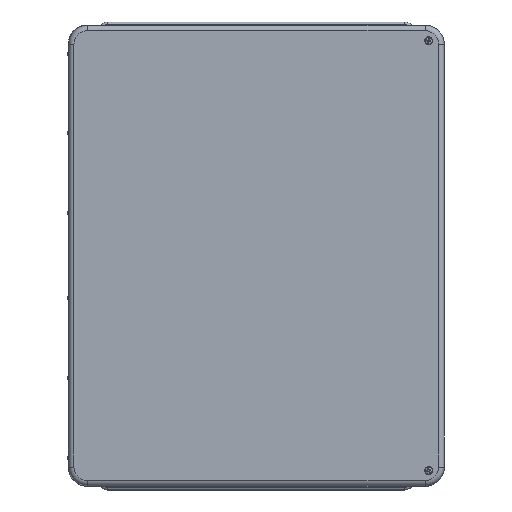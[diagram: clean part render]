
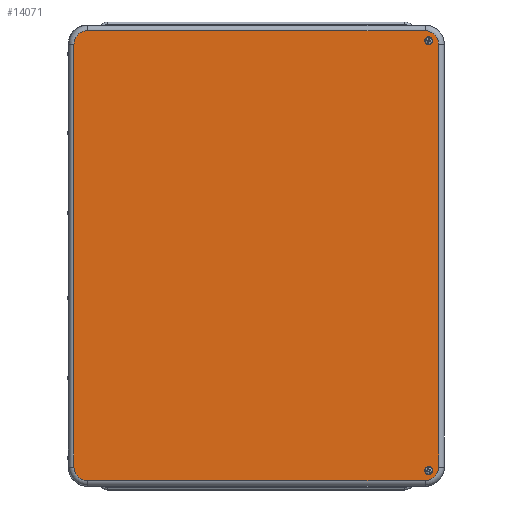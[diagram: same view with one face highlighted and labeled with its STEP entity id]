
A CAD part, top view. The second image highlights one B-rep face of the part: STEP entity #14071.
In plain terms, the highlighted planar face has unit normal (0, 0, 1).
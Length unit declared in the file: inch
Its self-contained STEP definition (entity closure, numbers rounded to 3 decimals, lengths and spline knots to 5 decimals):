
#1209=LINE($,#24626,#2251);
#1211=LINE($,#24646,#2253);
#1214=LINE($,#24653,#2256);
#1216=LINE($,#24668,#2258);
#2251=VECTOR($,#19440,15.87027);
#2253=VECTOR($,#19464,19.87027);
#2256=VECTOR($,#19471,19.87027);
#2258=VECTOR($,#19491,15.87027);
#2651=PLANE($,#15560);
#3097=FACE_BOUND($,#5356,.T.);
#3098=FACE_BOUND($,#5357,.T.);
#4178=FACE_OUTER_BOUND($,#5355,.T.);
#5355=EDGE_LOOP($,(#12820,#12821,#12822,#12823,#12824,#12825,#12826,#12827));
#5356=EDGE_LOOP($,(#12828));
#5357=EDGE_LOOP($,(#12829));
#6153=CIRCLE($,#15477,0.117);
#6155=CIRCLE($,#15480,0.117);
#6177=CIRCLE($,#15535,0.63646);
#6181=CIRCLE($,#15540,0.63646);
#6185=CIRCLE($,#15547,0.63646);
#6189=CIRCLE($,#15552,0.63646);
#7453=VERTEX_POINT($,#24517);
#7455=VERTEX_POINT($,#24522);
#7490=VERTEX_POINT($,#24623);
#7491=VERTEX_POINT($,#24625);
#7494=VERTEX_POINT($,#24632);
#7495=VERTEX_POINT($,#24637);
#7498=VERTEX_POINT($,#24644);
#7499=VERTEX_POINT($,#24649);
#7502=VERTEX_POINT($,#24656);
#7503=VERTEX_POINT($,#24661);
#9253=EDGE_CURVE($,#7453,#7453,#6153,.T.);
#9255=EDGE_CURVE($,#7455,#7455,#6155,.T.);
#9302=EDGE_CURVE($,#7490,#7491,#1209,.T.);
#9306=EDGE_CURVE($,#7494,#7490,#6177,.T.);
#9310=EDGE_CURVE($,#7491,#7495,#6181,.T.);
#9312=EDGE_CURVE($,#7498,#7494,#1211,.T.);
#9316=EDGE_CURVE($,#7495,#7499,#1214,.T.);
#9318=EDGE_CURVE($,#7502,#7498,#6185,.T.);
#9322=EDGE_CURVE($,#7499,#7503,#6189,.T.);
#9324=EDGE_CURVE($,#7503,#7502,#1216,.T.);
#12820=ORIENTED_EDGE($,*,*,#9302,.F.);
#12821=ORIENTED_EDGE($,*,*,#9306,.F.);
#12822=ORIENTED_EDGE($,*,*,#9312,.F.);
#12823=ORIENTED_EDGE($,*,*,#9318,.F.);
#12824=ORIENTED_EDGE($,*,*,#9324,.F.);
#12825=ORIENTED_EDGE($,*,*,#9322,.F.);
#12826=ORIENTED_EDGE($,*,*,#9316,.F.);
#12827=ORIENTED_EDGE($,*,*,#9310,.F.);
#12828=ORIENTED_EDGE($,*,*,#9253,.T.);
#12829=ORIENTED_EDGE($,*,*,#9255,.T.);
#14071=ADVANCED_FACE($,(#4178,#3097,#3098),#2651,.T.);
#15477=AXIS2_PLACEMENT_3D($,#24518,#19315,#19316);
#15480=AXIS2_PLACEMENT_3D($,#24523,#19321,#19322);
#15535=AXIS2_PLACEMENT_3D($,#24634,#19448,#19449);
#15540=AXIS2_PLACEMENT_3D($,#24641,#19458,#19459);
#15547=AXIS2_PLACEMENT_3D($,#24658,#19476,#19477);
#15552=AXIS2_PLACEMENT_3D($,#24665,#19486,#19487);
#15560=AXIS2_PLACEMENT_3D($,#24687,#19511,#19512);
#19315=DIRECTION('center_axis',(0.,0.,-1.));
#19316=DIRECTION('ref_axis',(1.,0.,0.));
#19321=DIRECTION('center_axis',(0.,0.,-1.));
#19322=DIRECTION('ref_axis',(1.,0.,0.));
#19440=DIRECTION($,(1.,0.,0.));
#19448=DIRECTION('center_axis',(0.,0.,-1.));
#19449=DIRECTION('ref_axis',(-0.707,0.707,0.));
#19458=DIRECTION('center_axis',(0.,0.,-1.));
#19459=DIRECTION('ref_axis',(0.707,0.707,0.));
#19464=DIRECTION($,(0.,1.,0.));
#19471=DIRECTION($,(0.,-1.,0.));
#19476=DIRECTION('center_axis',(0.,0.,-1.));
#19477=DIRECTION('ref_axis',(-0.707,-0.707,0.));
#19486=DIRECTION('center_axis',(0.,0.,-1.));
#19487=DIRECTION('ref_axis',(0.707,-0.707,0.));
#19491=DIRECTION($,(-1.,0.,0.));
#19511=DIRECTION('center_axis',(0.,0.,1.));
#19512=DIRECTION('ref_axis',(1.,0.,0.));
#24517=CARTESIAN_POINT('',(8.2185,-10.1015,0.8125));
#24518=CARTESIAN_POINT('Origin',(8.1015,-10.1015,0.8125));
#24522=CARTESIAN_POINT('',(8.2185,10.1015,0.8125));
#24523=CARTESIAN_POINT('Origin',(8.1015,10.1015,0.8125));
#24623=CARTESIAN_POINT('',(-7.93514,10.5716,0.8125));
#24625=CARTESIAN_POINT('',(7.93514,10.5716,0.8125));
#24626=CARTESIAN_POINT($,(-7.93514,10.5716,0.8125));
#24632=CARTESIAN_POINT('',(-8.5716,9.93514,0.8125));
#24634=CARTESIAN_POINT('Origin',(-7.93514,9.93514,0.8125));
#24637=CARTESIAN_POINT('',(8.5716,9.93514,0.8125));
#24641=CARTESIAN_POINT('Origin',(7.93514,9.93514,0.8125));
#24644=CARTESIAN_POINT('',(-8.5716,-9.93514,0.8125));
#24646=CARTESIAN_POINT($,(-8.5716,-9.93514,0.8125));
#24649=CARTESIAN_POINT('',(8.5716,-9.93514,0.8125));
#24653=CARTESIAN_POINT($,(8.5716,9.93514,0.8125));
#24656=CARTESIAN_POINT('',(-7.93514,-10.5716,0.8125));
#24658=CARTESIAN_POINT('Origin',(-7.93514,-9.93514,0.8125));
#24661=CARTESIAN_POINT('',(7.93514,-10.5716,0.8125));
#24665=CARTESIAN_POINT('Origin',(7.93514,-9.93514,0.8125));
#24668=CARTESIAN_POINT($,(7.93514,-10.5716,0.8125));
#24687=CARTESIAN_POINT('Origin',(0.,0.,0.8125));
